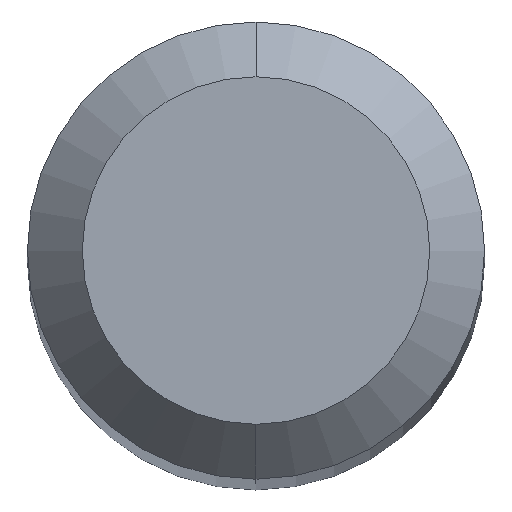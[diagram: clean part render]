
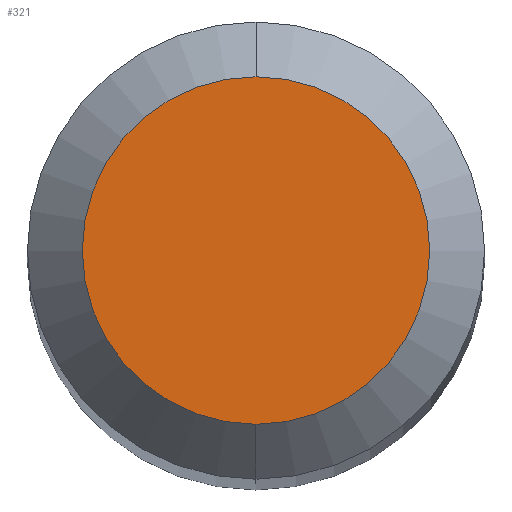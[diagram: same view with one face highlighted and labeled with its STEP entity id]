
A CAD part, top view. The second image highlights one B-rep face of the part: STEP entity #321.
In plain terms, the highlighted planar face has unit normal (0, 0, 1).
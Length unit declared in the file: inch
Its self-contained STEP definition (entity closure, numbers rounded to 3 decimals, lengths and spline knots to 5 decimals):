
#33 = DIRECTION ( 'NONE',  ( 0., -1., 0. ) ) ;
#37 = DIRECTION ( 'NONE',  ( 0., 0., 1. ) ) ;
#51 = DIRECTION ( 'NONE',  ( 0., 1., 0. ) ) ;
#53 = CIRCLE ( 'NONE', #60, 0.0475 ) ;
#60 = AXIS2_PLACEMENT_3D ( 'NONE', #94, #202, #33 ) ;
#63 = CARTESIAN_POINT ( 'NONE',  ( 0., -0.0475, 0. ) ) ;
#87 = EDGE_LOOP ( 'NONE', ( #463, #459 ) ) ;
#94 = CARTESIAN_POINT ( 'NONE',  ( 0., 0., 0. ) ) ;
#98 = CIRCLE ( 'NONE', #135, 0.0475 ) ;
#135 = AXIS2_PLACEMENT_3D ( 'NONE', #392, #37, #423 ) ;
#193 = EDGE_CURVE ( 'NONE', #479, #194, #98, .T. ) ;
#194 = VERTEX_POINT ( 'NONE', #497 ) ;
#202 = DIRECTION ( 'NONE',  ( 0., 0., 1. ) ) ;
#215 = EDGE_CURVE ( 'NONE', #194, #479, #53, .T. ) ;
#266 = AXIS2_PLACEMENT_3D ( 'NONE', #287, #405, #51 ) ;
#287 = CARTESIAN_POINT ( 'NONE',  ( 0., 0.0475, 0. ) ) ;
#321 = ADVANCED_FACE ( 'NONE', ( #452 ), #490, .F. ) ;
#392 = CARTESIAN_POINT ( 'NONE',  ( 0., 0., 0. ) ) ;
#405 = DIRECTION ( 'NONE',  ( 0., 0., -1. ) ) ;
#423 = DIRECTION ( 'NONE',  ( 0., -1., 0. ) ) ;
#452 = FACE_OUTER_BOUND ( 'NONE', #87, .T. ) ;
#459 = ORIENTED_EDGE ( 'NONE', *, *, #193, .T. ) ;
#463 = ORIENTED_EDGE ( 'NONE', *, *, #215, .T. ) ;
#479 = VERTEX_POINT ( 'NONE', #63 ) ;
#490 = PLANE ( 'NONE',  #266 ) ;
#497 = CARTESIAN_POINT ( 'NONE',  ( 0., 0.0475, 0. ) ) ;
